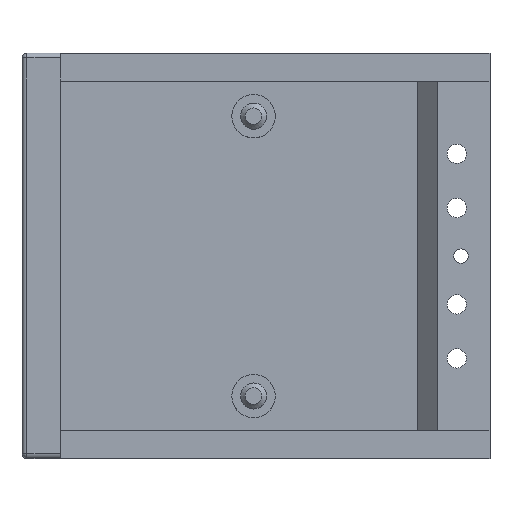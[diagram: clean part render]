
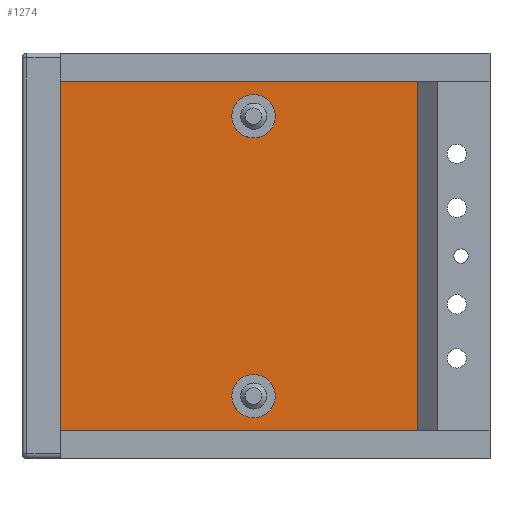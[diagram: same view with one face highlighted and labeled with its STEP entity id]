
A CAD part, top view. The second image highlights one B-rep face of the part: STEP entity #1274.
In plain terms, the highlighted planar face has unit normal (0, 0, 1).
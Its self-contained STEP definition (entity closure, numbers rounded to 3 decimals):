
#576 = VERTEX_POINT('',#577);
#577 = CARTESIAN_POINT('',(15.51,-19.5,1.));
#583 = EDGE_CURVE('',#576,#584,#586,.T.);
#584 = VERTEX_POINT('',#585);
#585 = CARTESIAN_POINT('',(-24.5,-19.5,1.));
#586 = LINE('',#587,#588);
#587 = CARTESIAN_POINT('',(25.5,-19.5,1.));
#588 = VECTOR('',#589,1.);
#589 = DIRECTION('',(-1.,-0.,-0.));
#735 = VERTEX_POINT('',#736);
#736 = CARTESIAN_POINT('',(-24.5,19.5,1.));
#742 = EDGE_CURVE('',#743,#735,#745,.T.);
#743 = VERTEX_POINT('',#744);
#744 = CARTESIAN_POINT('',(15.51,19.5,1.));
#745 = LINE('',#746,#747);
#746 = CARTESIAN_POINT('',(25.5,19.5,1.));
#747 = VECTOR('',#748,1.);
#748 = DIRECTION('',(-1.,-0.,-0.));
#1169 = EDGE_CURVE('',#735,#584,#1170,.T.);
#1170 = LINE('',#1171,#1172);
#1171 = CARTESIAN_POINT('',(-24.5,19.5,1.));
#1172 = VECTOR('',#1173,1.);
#1173 = DIRECTION('',(0.,-1.,0.));
#1274 = ADVANCED_FACE('',(#1275,#1286,#1297),#1308,.F.);
#1275 = FACE_BOUND('',#1276,.F.);
#1276 = EDGE_LOOP('',(#1277,#1278,#1284,#1285));
#1277 = ORIENTED_EDGE('',*,*,#742,.F.);
#1278 = ORIENTED_EDGE('',*,*,#1279,.T.);
#1279 = EDGE_CURVE('',#743,#576,#1280,.T.);
#1280 = LINE('',#1281,#1282);
#1281 = CARTESIAN_POINT('',(15.51,19.5,1.));
#1282 = VECTOR('',#1283,1.);
#1283 = DIRECTION('',(0.,-1.,0.));
#1284 = ORIENTED_EDGE('',*,*,#583,.T.);
#1285 = ORIENTED_EDGE('',*,*,#1169,.F.);
#1286 = FACE_BOUND('',#1287,.F.);
#1287 = EDGE_LOOP('',(#1288));
#1288 = ORIENTED_EDGE('',*,*,#1289,.T.);
#1289 = EDGE_CURVE('',#1290,#1290,#1292,.T.);
#1290 = VERTEX_POINT('',#1291);
#1291 = CARTESIAN_POINT('',(0.75,-14.5,1.));
#1292 = CIRCLE('',#1293,2.25);
#1293 = AXIS2_PLACEMENT_3D('',#1294,#1295,#1296);
#1294 = CARTESIAN_POINT('',(-1.5,-14.5,1.));
#1295 = DIRECTION('',(0.,0.,1.));
#1296 = DIRECTION('',(1.,0.,0.));
#1297 = FACE_BOUND('',#1298,.F.);
#1298 = EDGE_LOOP('',(#1299));
#1299 = ORIENTED_EDGE('',*,*,#1300,.T.);
#1300 = EDGE_CURVE('',#1301,#1301,#1303,.T.);
#1301 = VERTEX_POINT('',#1302);
#1302 = CARTESIAN_POINT('',(0.75,14.5,1.));
#1303 = CIRCLE('',#1304,2.25);
#1304 = AXIS2_PLACEMENT_3D('',#1305,#1306,#1307);
#1305 = CARTESIAN_POINT('',(-1.5,14.5,1.));
#1306 = DIRECTION('',(0.,0.,1.));
#1307 = DIRECTION('',(1.,0.,0.));
#1308 = PLANE('',#1309);
#1309 = AXIS2_PLACEMENT_3D('',#1310,#1311,#1312);
#1310 = CARTESIAN_POINT('',(0.5,0.,1.));
#1311 = DIRECTION('',(-0.,-0.,-1.));
#1312 = DIRECTION('',(-1.,0.,0.));
